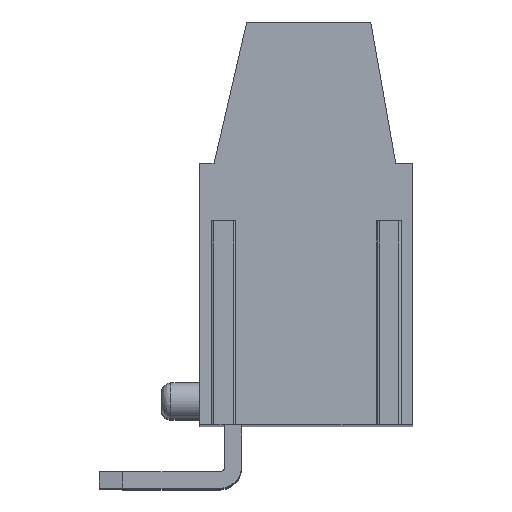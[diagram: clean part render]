
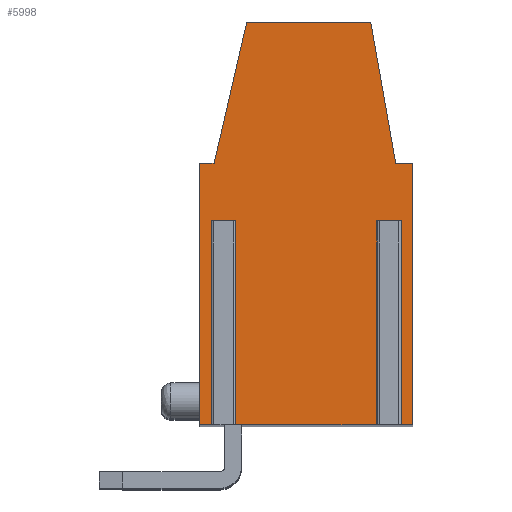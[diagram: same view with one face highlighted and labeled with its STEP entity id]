
A CAD part, top view. The second image highlights one B-rep face of the part: STEP entity #5998.
In plain terms, the highlighted planar face has unit normal (0, 0, 1).
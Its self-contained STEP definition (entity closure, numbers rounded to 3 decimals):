
#13=DIRECTION('',(-1.,0.,0.));
#14=VECTOR('',#13,0.814);
#15=CARTESIAN_POINT('',(6.453,1.45,42.5));
#16=LINE('',#15,#14);
#17=DIRECTION('',(0.,-1.,0.));
#18=VECTOR('',#17,8.5);
#19=CARTESIAN_POINT('',(5.639,1.45,42.5));
#20=LINE('',#19,#18);
#21=DIRECTION('',(-1.,0.,0.));
#22=VECTOR('',#21,6.078);
#23=CARTESIAN_POINT('',(5.639,-7.05,42.5));
#24=LINE('',#23,#22);
#25=DIRECTION('',(0.,-1.,0.));
#26=VECTOR('',#25,8.5);
#27=CARTESIAN_POINT('',(-0.439,1.45,42.5));
#28=LINE('',#27,#26);
#29=DIRECTION('',(-1.,0.,0.));
#30=VECTOR('',#29,0.814);
#31=CARTESIAN_POINT('',(-0.439,1.45,42.5));
#32=LINE('',#31,#30);
#33=DIRECTION('',(0.,-1.,0.));
#34=VECTOR('',#33,8.5);
#35=CARTESIAN_POINT('',(-1.253,1.45,42.5));
#36=LINE('',#35,#34);
#37=DIRECTION('',(-1.,0.,0.));
#38=VECTOR('',#37,0.597);
#39=CARTESIAN_POINT('',(-1.253,-7.05,42.5));
#40=LINE('',#39,#38);
#41=DIRECTION('',(0.,1.,0.));
#42=VECTOR('',#41,10.9);
#43=CARTESIAN_POINT('',(-1.85,-7.05,42.5));
#44=LINE('',#43,#42);
#45=DIRECTION('',(1.,0.,0.));
#46=VECTOR('',#45,0.6);
#47=CARTESIAN_POINT('',(-1.85,3.85,42.5));
#48=LINE('',#47,#46);
#49=DIRECTION('',(0.225,0.974,0.));
#50=VECTOR('',#49,6.055);
#51=CARTESIAN_POINT('',(-1.25,3.85,42.5));
#52=LINE('',#51,#50);
#53=DIRECTION('',(1.,0.,0.));
#54=VECTOR('',#53,5.178);
#55=CARTESIAN_POINT('',(0.112,9.75,42.5));
#56=LINE('',#55,#54);
#57=DIRECTION('',(0.174,-0.985,0.));
#58=VECTOR('',#57,5.991);
#59=CARTESIAN_POINT('',(5.29,9.75,42.5));
#60=LINE('',#59,#58);
#61=DIRECTION('',(1.,0.,0.));
#62=VECTOR('',#61,0.72);
#63=CARTESIAN_POINT('',(6.33,3.85,42.5));
#64=LINE('',#63,#62);
#65=DIRECTION('',(0.,-1.,0.));
#66=VECTOR('',#65,10.9);
#67=CARTESIAN_POINT('',(7.05,3.85,42.5));
#68=LINE('',#67,#66);
#69=DIRECTION('',(-1.,0.,0.));
#70=VECTOR('',#69,0.597);
#71=CARTESIAN_POINT('',(7.05,-7.05,42.5));
#72=LINE('',#71,#70);
#73=DIRECTION('',(0.,-1.,0.));
#74=VECTOR('',#73,8.5);
#75=CARTESIAN_POINT('',(6.453,1.45,42.5));
#76=LINE('',#75,#74);
#4683=CARTESIAN_POINT('',(7.05,3.85,42.5));
#4684=CARTESIAN_POINT('',(7.05,-7.05,42.5));
#4685=VERTEX_POINT('',#4683);
#4686=VERTEX_POINT('',#4684);
#4687=CARTESIAN_POINT('',(6.33,3.85,42.5));
#4688=VERTEX_POINT('',#4687);
#4689=CARTESIAN_POINT('',(5.29,9.75,42.5));
#4690=VERTEX_POINT('',#4689);
#4691=CARTESIAN_POINT('',(0.112,9.75,42.5));
#4692=VERTEX_POINT('',#4691);
#4693=CARTESIAN_POINT('',(-1.25,3.85,42.5));
#4694=VERTEX_POINT('',#4693);
#4695=CARTESIAN_POINT('',(-1.85,3.85,42.5));
#4696=VERTEX_POINT('',#4695);
#4697=CARTESIAN_POINT('',(-1.85,-7.05,42.5));
#4698=VERTEX_POINT('',#4697);
#4827=CARTESIAN_POINT('',(6.453,1.45,42.5));
#4828=CARTESIAN_POINT('',(5.639,1.45,42.5));
#4829=VERTEX_POINT('',#4827);
#4830=VERTEX_POINT('',#4828);
#4831=CARTESIAN_POINT('',(-0.439,1.45,42.5));
#4832=CARTESIAN_POINT('',(-1.253,1.45,42.5));
#4833=VERTEX_POINT('',#4831);
#4834=VERTEX_POINT('',#4832);
#4835=CARTESIAN_POINT('',(-1.253,-7.05,42.5));
#4836=VERTEX_POINT('',#4835);
#4837=CARTESIAN_POINT('',(-0.439,-7.05,42.5));
#4838=VERTEX_POINT('',#4837);
#4839=CARTESIAN_POINT('',(5.639,-7.05,42.5));
#4840=VERTEX_POINT('',#4839);
#4841=CARTESIAN_POINT('',(6.453,-7.05,42.5));
#4842=VERTEX_POINT('',#4841);
#5959=CARTESIAN_POINT('',(0.,0.,42.5));
#5960=DIRECTION('',(0.,0.,1.));
#5961=DIRECTION('',(1.,0.,0.));
#5962=AXIS2_PLACEMENT_3D('',#5959,#5960,#5961);
#5963=PLANE('',#5962);
#5965=ORIENTED_EDGE('',*,*,#5964,.T.);
#5967=ORIENTED_EDGE('',*,*,#5966,.T.);
#5969=ORIENTED_EDGE('',*,*,#5968,.T.);
#5971=ORIENTED_EDGE('',*,*,#5970,.F.);
#5973=ORIENTED_EDGE('',*,*,#5972,.T.);
#5975=ORIENTED_EDGE('',*,*,#5974,.T.);
#5977=ORIENTED_EDGE('',*,*,#5976,.T.);
#5979=ORIENTED_EDGE('',*,*,#5978,.T.);
#5981=ORIENTED_EDGE('',*,*,#5980,.T.);
#5983=ORIENTED_EDGE('',*,*,#5982,.T.);
#5985=ORIENTED_EDGE('',*,*,#5984,.T.);
#5987=ORIENTED_EDGE('',*,*,#5986,.T.);
#5989=ORIENTED_EDGE('',*,*,#5988,.T.);
#5991=ORIENTED_EDGE('',*,*,#5990,.T.);
#5993=ORIENTED_EDGE('',*,*,#5992,.T.);
#5995=ORIENTED_EDGE('',*,*,#5994,.F.);
#5996=EDGE_LOOP('',(#5965,#5967,#5969,#5971,#5973,#5975,#5977,#5979,#5981,#5983,
#5985,#5987,#5989,#5991,#5993,#5995));
#5997=FACE_OUTER_BOUND('',#5996,.F.);
#5964=EDGE_CURVE('',#4829,#4830,#16,.T.);
#5966=EDGE_CURVE('',#4830,#4840,#20,.T.);
#5968=EDGE_CURVE('',#4840,#4838,#24,.T.);
#5970=EDGE_CURVE('',#4833,#4838,#28,.T.);
#5972=EDGE_CURVE('',#4833,#4834,#32,.T.);
#5974=EDGE_CURVE('',#4834,#4836,#36,.T.);
#5976=EDGE_CURVE('',#4836,#4698,#40,.T.);
#5978=EDGE_CURVE('',#4698,#4696,#44,.T.);
#5980=EDGE_CURVE('',#4696,#4694,#48,.T.);
#5982=EDGE_CURVE('',#4694,#4692,#52,.T.);
#5984=EDGE_CURVE('',#4692,#4690,#56,.T.);
#5986=EDGE_CURVE('',#4690,#4688,#60,.T.);
#5988=EDGE_CURVE('',#4688,#4685,#64,.T.);
#5990=EDGE_CURVE('',#4685,#4686,#68,.T.);
#5992=EDGE_CURVE('',#4686,#4842,#72,.T.);
#5994=EDGE_CURVE('',#4829,#4842,#76,.T.);
#5998=ADVANCED_FACE('',(#5997),#5963,.T.);
